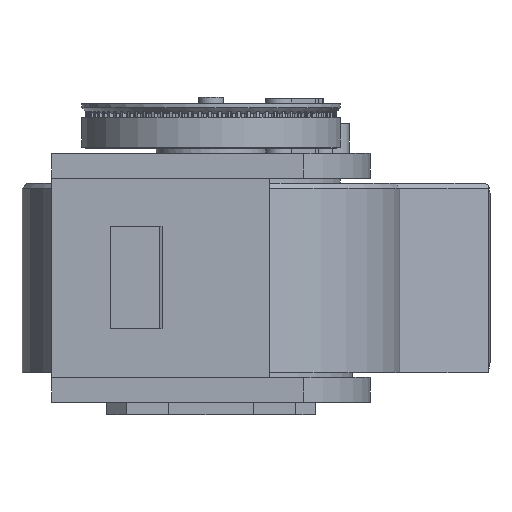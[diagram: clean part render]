
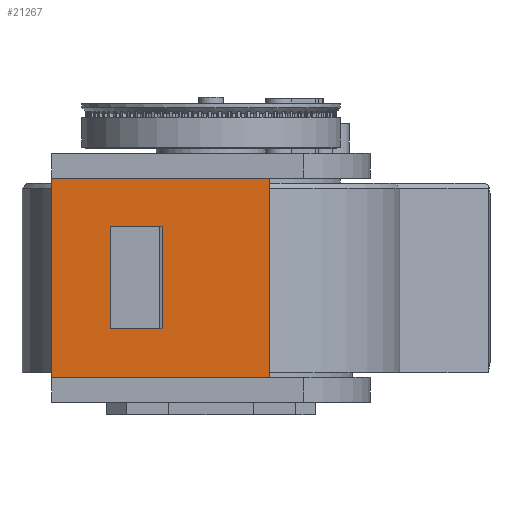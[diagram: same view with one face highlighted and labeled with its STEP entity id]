
A CAD part, left-side view. The second image highlights one B-rep face of the part: STEP entity #21267.
In plain terms, the highlighted planar face has unit normal (-1, 0, 0).
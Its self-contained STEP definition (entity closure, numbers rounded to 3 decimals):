
#1778=LINE('',#46024,#2995);
#1784=LINE('',#46036,#3001);
#1787=LINE('',#46042,#3004);
#1790=LINE('',#46046,#3007);
#1791=LINE('',#46050,#3008);
#1797=LINE('',#46064,#3014);
#1808=LINE('',#46087,#3025);
#1809=LINE('',#46089,#3026);
#2995=VECTOR('',#30806,10.);
#3001=VECTOR('',#30816,10.);
#3004=VECTOR('',#30821,10.);
#3007=VECTOR('',#30826,10.);
#3008=VECTOR('',#30829,10.);
#3014=VECTOR('',#30839,10.);
#3025=VECTOR('',#30862,10.);
#3026=VECTOR('',#30865,10.);
#4075=FACE_BOUND('',#6662,.T.);
#5236=FACE_OUTER_BOUND('',#6661,.T.);
#6661=EDGE_LOOP('',(#19670,#19671,#19672,#19673));
#6662=EDGE_LOOP('',(#19674,#19675,#19676,#19677));
#10266=VERTEX_POINT('',#46021);
#10267=VERTEX_POINT('',#46023);
#10271=VERTEX_POINT('',#46035);
#10273=VERTEX_POINT('',#46041);
#10274=VERTEX_POINT('',#46048);
#10275=VERTEX_POINT('',#46049);
#10281=VERTEX_POINT('',#46063);
#10287=VERTEX_POINT('',#46085);
#13392=EDGE_CURVE('',#10267,#10266,#1778,.T.);
#13398=EDGE_CURVE('',#10271,#10267,#1784,.T.);
#13401=EDGE_CURVE('',#10273,#10271,#1787,.T.);
#13404=EDGE_CURVE('',#10266,#10273,#1790,.T.);
#13405=EDGE_CURVE('',#10274,#10275,#1791,.T.);
#13412=EDGE_CURVE('',#10281,#10275,#1797,.T.);
#13424=EDGE_CURVE('',#10287,#10274,#1808,.T.);
#13425=EDGE_CURVE('',#10281,#10287,#1809,.T.);
#19670=ORIENTED_EDGE('',*,*,#13424,.F.);
#19671=ORIENTED_EDGE('',*,*,#13425,.F.);
#19672=ORIENTED_EDGE('',*,*,#13412,.T.);
#19673=ORIENTED_EDGE('',*,*,#13405,.F.);
#19674=ORIENTED_EDGE('',*,*,#13392,.T.);
#19675=ORIENTED_EDGE('',*,*,#13404,.T.);
#19676=ORIENTED_EDGE('',*,*,#13401,.T.);
#19677=ORIENTED_EDGE('',*,*,#13398,.T.);
#20062=PLANE('',#24118);
#21267=ADVANCED_FACE('',(#5236,#4075),#20062,.T.);
#24118=AXIS2_PLACEMENT_3D('',#46088,#30863,#30864);
#30806=DIRECTION('',(0.,1.,0.));
#30816=DIRECTION('',(0.,0.,-1.));
#30821=DIRECTION('',(0.,-1.,0.));
#30826=DIRECTION('',(0.,0.,1.));
#30829=DIRECTION('',(0.,1.,0.));
#30839=DIRECTION('',(0.,0.,-1.));
#30862=DIRECTION('',(0.,0.,-1.));
#30863=DIRECTION('center_axis',(-1.,0.,0.));
#30864=DIRECTION('ref_axis',(0.,-1.,0.));
#30865=DIRECTION('',(0.,-1.,0.));
#46021=CARTESIAN_POINT('',(-26.,-9.85,-10.25));
#46023=CARTESIAN_POINT('',(-26.,-20.15,-10.25));
#46024=CARTESIAN_POINT('',(-26.,-4.201,-10.25));
#46035=CARTESIAN_POINT('',(-26.,-20.15,10.25));
#46036=CARTESIAN_POINT('',(-26.,-20.15,5.125));
#46041=CARTESIAN_POINT('',(-26.,-9.85,10.25));
#46042=CARTESIAN_POINT('',(-26.,0.949,10.25));
#46046=CARTESIAN_POINT('',(-26.,-9.85,-5.125));
#46048=CARTESIAN_POINT('',(-26.,-32.,-20.));
#46049=CARTESIAN_POINT('',(-26.,11.747,-20.));
#46050=CARTESIAN_POINT('',(-26.,-32.,-20.));
#46063=CARTESIAN_POINT('',(-26.,11.747,20.));
#46064=CARTESIAN_POINT('',(-26.,11.747,0.));
#46085=CARTESIAN_POINT('',(-26.,-32.,20.));
#46087=CARTESIAN_POINT('',(-26.,-32.,0.));
#46088=CARTESIAN_POINT('Origin',(-26.,11.747,0.));
#46089=CARTESIAN_POINT('',(-26.,0.,20.));
